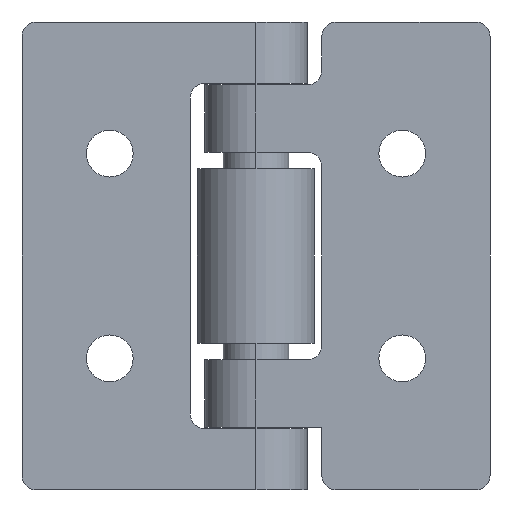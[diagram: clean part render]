
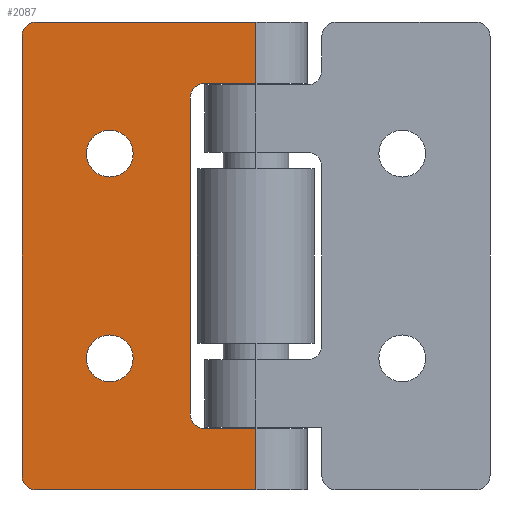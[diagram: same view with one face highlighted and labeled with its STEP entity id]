
A CAD part, front view. The second image highlights one B-rep face of the part: STEP entity #2087.
In plain terms, the highlighted planar face has unit normal (0, -1, 0).
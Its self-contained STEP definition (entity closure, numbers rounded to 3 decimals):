
#18 = LINE ( 'NONE', #19, #2141 ) ;
#19 = CARTESIAN_POINT ( 'NONE',  ( -16., -3.5, 16. ) ) ;
#20 = DIRECTION ( 'NONE',  ( 0., 0., -1. ) ) ;
#59 = CARTESIAN_POINT ( 'NONE',  ( -10., -3.5, 7. ) ) ;
#69 = DIRECTION ( 'NONE',  ( 0., 1., 0. ) ) ;
#70 = DIRECTION ( 'NONE',  ( -1., 0., 0. ) ) ;
#104 = CARTESIAN_POINT ( 'NONE',  ( -10., -3.5, -7. ) ) ;
#105 = DIRECTION ( 'NONE',  ( 0., 1., 0. ) ) ;
#106 = DIRECTION ( 'NONE',  ( -1., 0., 0. ) ) ;
#153 = LINE ( 'NONE', #154, #1256 ) ;
#154 = CARTESIAN_POINT ( 'NONE',  ( 0., -3.5, -11.8 ) ) ;
#155 = DIRECTION ( 'NONE',  ( -1., 0., 0. ) ) ;
#158 = CARTESIAN_POINT ( 'NONE',  ( -3.5, -3.5, -10.8 ) ) ;
#159 = DIRECTION ( 'NONE',  ( 0., 1., 0. ) ) ;
#160 = DIRECTION ( 'NONE',  ( -1., 0., 0. ) ) ;
#165 = LINE ( 'NONE', #166, #1214 ) ;
#166 = CARTESIAN_POINT ( 'NONE',  ( -4.5, -3.5, 16. ) ) ;
#167 = DIRECTION ( 'NONE',  ( 0., 0., 1. ) ) ;
#170 = CARTESIAN_POINT ( 'NONE',  ( -3.5, -3.5, 10.8 ) ) ;
#171 = DIRECTION ( 'NONE',  ( 0., 1., 0. ) ) ;
#172 = DIRECTION ( 'NONE',  ( -1., 0., 0. ) ) ;
#176 = LINE ( 'NONE', #177, #1236 ) ;
#177 = CARTESIAN_POINT ( 'NONE',  ( 0., -3.5, 11.8 ) ) ;
#178 = DIRECTION ( 'NONE',  ( 1., 0., 0. ) ) ;
#279 = CARTESIAN_POINT ( 'NONE',  ( -15., -3.5, 15. ) ) ;
#280 = DIRECTION ( 'NONE',  ( 0., -1., 0. ) ) ;
#281 = DIRECTION ( 'NONE',  ( -1., 0., 0. ) ) ;
#342 = CARTESIAN_POINT ( 'NONE',  ( 0., -3.5, 16. ) ) ;
#346 = CARTESIAN_POINT ( 'NONE',  ( -10., -3.5, -5.4 ) ) ;
#347 = CARTESIAN_POINT ( 'NONE',  ( -10., -3.5, 5.4 ) ) ;
#351 = CARTESIAN_POINT ( 'NONE',  ( 0., -3.5, 11.8 ) ) ;
#360 = CARTESIAN_POINT ( 'NONE',  ( 0., -3.5, -11.8 ) ) ;
#394 = CARTESIAN_POINT ( 'NONE',  ( -4.5, -3.5, -10.8 ) ) ;
#395 = CARTESIAN_POINT ( 'NONE',  ( -3.5, -3.5, -11.8 ) ) ;
#396 = CARTESIAN_POINT ( 'NONE',  ( -3.5, -3.5, 11.8 ) ) ;
#397 = CARTESIAN_POINT ( 'NONE',  ( -4.5, -3.5, 10.8 ) ) ;
#399 = CARTESIAN_POINT ( 'NONE',  ( -16., -3.5, 15. ) ) ;
#400 = CARTESIAN_POINT ( 'NONE',  ( -16., -3.5, -15. ) ) ;
#433 = CARTESIAN_POINT ( 'NONE',  ( -10., -3.5, -8.6 ) ) ;
#435 = CARTESIAN_POINT ( 'NONE',  ( -15., -3.5, 16. ) ) ;
#439 = CARTESIAN_POINT ( 'NONE',  ( -10., -3.5, 8.6 ) ) ;
#440 = CARTESIAN_POINT ( 'NONE',  ( -15., -3.5, -16. ) ) ;
#451 = CARTESIAN_POINT ( 'NONE',  ( 0., -3.5, -16. ) ) ;
#486 = PLANE ( 'NONE',  #1386 ) ;
#487 = CARTESIAN_POINT ( 'NONE',  ( 0., -3.5, 16. ) ) ;
#488 = DIRECTION ( 'NONE',  ( 0., 1., 0. ) ) ;
#489 = DIRECTION ( 'NONE',  ( -1., 0., 0. ) ) ;
#756 = VECTOR ( 'NONE', #1827, 1000. ) ;
#759 = VECTOR ( 'NONE', #2300, 1000. ) ;
#785 = VECTOR ( 'NONE', #2310, 1000. ) ;
#803 = EDGE_LOOP ( 'NONE', ( #1060, #1066, #1062, #1140, #1061, #1101, #1078, #1059, #1086, #1093, #1079, #1065 ) ) ;
#818 = EDGE_CURVE ( 'NONE', #1023, #1075, #2350, .T. ) ;
#823 = EDGE_CURVE ( 'NONE', #1874, #1038, #2113, .T. ) ;
#830 = EDGE_CURVE ( 'NONE', #1650, #1885, #2132, .T. ) ;
#870 = EDGE_CURVE ( 'NONE', #1039, #1883, #2071, .T. ) ;
#890 = EDGE_CURVE ( 'NONE', #1124, #1898, #2347, .T. ) ;
#899 = EDGE_CURVE ( 'NONE', #1876, #1023, #2291, .T. ) ;
#907 = EDGE_CURVE ( 'NONE', #1885, #1898, #1830, .T. ) ;
#913 = EDGE_CURVE ( 'NONE', #1649, #1650, #18, .T. ) ;
#930 = EDGE_CURVE ( 'NONE', #1883, #1039, #2044, .T. ) ;
#942 = EDGE_CURVE ( 'NONE', #1038, #1874, #2041, .T. ) ;
#958 = EDGE_CURVE ( 'NONE', #1124, #1645, #153, .T. ) ;
#960 = EDGE_CURVE ( 'NONE', #1645, #1644, #2029, .T. ) ;
#962 = EDGE_CURVE ( 'NONE', #1644, #1647, #165, .T. ) ;
#964 = EDGE_CURVE ( 'NONE', #1647, #1646, #2027, .T. ) ;
#966 = EDGE_CURVE ( 'NONE', #1646, #1075, #176, .T. ) ;
#999 = EDGE_CURVE ( 'NONE', #1876, #1649, #1971, .T. ) ;
#1023 = VERTEX_POINT ( 'NONE', #342 ) ;
#1038 = VERTEX_POINT ( 'NONE', #346 ) ;
#1039 = VERTEX_POINT ( 'NONE', #347 ) ;
#1059 = ORIENTED_EDGE ( 'NONE', *, *, #960, .T. ) ;
#1060 = ORIENTED_EDGE ( 'NONE', *, *, #899, .F. ) ;
#1061 = ORIENTED_EDGE ( 'NONE', *, *, #907, .T. ) ;
#1062 = ORIENTED_EDGE ( 'NONE', *, *, #913, .T. ) ;
#1065 = ORIENTED_EDGE ( 'NONE', *, *, #818, .F. ) ;
#1066 = ORIENTED_EDGE ( 'NONE', *, *, #999, .T. ) ;
#1067 = ORIENTED_EDGE ( 'NONE', *, *, #942, .T. ) ;
#1075 = VERTEX_POINT ( 'NONE', #351 ) ;
#1078 = ORIENTED_EDGE ( 'NONE', *, *, #958, .T. ) ;
#1079 = ORIENTED_EDGE ( 'NONE', *, *, #966, .T. ) ;
#1082 = ORIENTED_EDGE ( 'NONE', *, *, #823, .T. ) ;
#1083 = ORIENTED_EDGE ( 'NONE', *, *, #870, .T. ) ;
#1086 = ORIENTED_EDGE ( 'NONE', *, *, #962, .T. ) ;
#1093 = ORIENTED_EDGE ( 'NONE', *, *, #964, .T. ) ;
#1101 = ORIENTED_EDGE ( 'NONE', *, *, #890, .F. ) ;
#1122 = ORIENTED_EDGE ( 'NONE', *, *, #930, .T. ) ;
#1124 = VERTEX_POINT ( 'NONE', #360 ) ;
#1140 = ORIENTED_EDGE ( 'NONE', *, *, #830, .T. ) ;
#1169 = EDGE_LOOP ( 'NONE', ( #1122, #1083 ) ) ;
#1174 = EDGE_LOOP ( 'NONE', ( #1067, #1082 ) ) ;
#1209 = AXIS2_PLACEMENT_3D ( 'NONE', #170, #171, #172 ) ;
#1213 = AXIS2_PLACEMENT_3D ( 'NONE', #279, #280, #281 ) ;
#1214 = VECTOR ( 'NONE', #167, 1000. ) ;
#1216 = AXIS2_PLACEMENT_3D ( 'NONE', #104, #105, #106 ) ;
#1236 = VECTOR ( 'NONE', #178, 1000. ) ;
#1256 = VECTOR ( 'NONE', #155, 1000. ) ;
#1273 = AXIS2_PLACEMENT_3D ( 'NONE', #158, #159, #160 ) ;
#1299 = FACE_BOUND ( 'NONE', #1169, .T. ) ;
#1311 = FACE_BOUND ( 'NONE', #1174, .T. ) ;
#1313 = FACE_OUTER_BOUND ( 'NONE', #803, .T. ) ;
#1386 = AXIS2_PLACEMENT_3D ( 'NONE', #487, #488, #489 ) ;
#1446 = AXIS2_PLACEMENT_3D ( 'NONE', #2212, #2253, #2252 ) ;
#1504 = AXIS2_PLACEMENT_3D ( 'NONE', #2378, #2387, #2386 ) ;
#1512 = AXIS2_PLACEMENT_3D ( 'NONE', #2358, #2367, #2366 ) ;
#1515 = VECTOR ( 'NONE', #2342, 1000. ) ;
#1644 = VERTEX_POINT ( 'NONE', #394 ) ;
#1645 = VERTEX_POINT ( 'NONE', #395 ) ;
#1646 = VERTEX_POINT ( 'NONE', #396 ) ;
#1647 = VERTEX_POINT ( 'NONE', #397 ) ;
#1649 = VERTEX_POINT ( 'NONE', #399 ) ;
#1650 = VERTEX_POINT ( 'NONE', #400 ) ;
#1825 = CARTESIAN_POINT ( 'NONE',  ( 0., -3.5, -16. ) ) ;
#1827 = DIRECTION ( 'NONE',  ( 1., 0., 0. ) ) ;
#1830 = LINE ( 'NONE', #1825, #756 ) ;
#1874 = VERTEX_POINT ( 'NONE', #433 ) ;
#1876 = VERTEX_POINT ( 'NONE', #435 ) ;
#1883 = VERTEX_POINT ( 'NONE', #439 ) ;
#1885 = VERTEX_POINT ( 'NONE', #440 ) ;
#1898 = VERTEX_POINT ( 'NONE', #451 ) ;
#1971 = CIRCLE ( 'NONE', #1213, 1. ) ;
#2027 = CIRCLE ( 'NONE', #1209, 1. ) ;
#2029 = CIRCLE ( 'NONE', #1273, 1. ) ;
#2041 = CIRCLE ( 'NONE', #1216, 1.6 ) ;
#2044 = CIRCLE ( 'NONE', #2174, 1.6 ) ;
#2071 = CIRCLE ( 'NONE', #1446, 1.6 ) ;
#2087 = ADVANCED_FACE ( 'NONE', ( #1299, #1311, #1313 ), #486, .F. ) ;
#2113 = CIRCLE ( 'NONE', #1512, 1.6 ) ;
#2132 = CIRCLE ( 'NONE', #1504, 1. ) ;
#2141 = VECTOR ( 'NONE', #20, 1000. ) ;
#2174 = AXIS2_PLACEMENT_3D ( 'NONE', #59, #69, #70 ) ;
#2212 = CARTESIAN_POINT ( 'NONE',  ( -10., -3.5, 7. ) ) ;
#2252 = DIRECTION ( 'NONE',  ( -1., 0., 0. ) ) ;
#2253 = DIRECTION ( 'NONE',  ( 0., 1., 0. ) ) ;
#2291 = LINE ( 'NONE', #2295, #759 ) ;
#2295 = CARTESIAN_POINT ( 'NONE',  ( 0., -3.5, 16. ) ) ;
#2300 = DIRECTION ( 'NONE',  ( 1., 0., 0. ) ) ;
#2310 = DIRECTION ( 'NONE',  ( 0., 0., -1. ) ) ;
#2340 = CARTESIAN_POINT ( 'NONE',  ( 0., -3.5, 16. ) ) ;
#2342 = DIRECTION ( 'NONE',  ( 0., 0., -1. ) ) ;
#2347 = LINE ( 'NONE', #2340, #785 ) ;
#2349 = CARTESIAN_POINT ( 'NONE',  ( 0., -3.5, 16. ) ) ;
#2350 = LINE ( 'NONE', #2349, #1515 ) ;
#2358 = CARTESIAN_POINT ( 'NONE',  ( -10., -3.5, -7. ) ) ;
#2366 = DIRECTION ( 'NONE',  ( -1., 0., 0. ) ) ;
#2367 = DIRECTION ( 'NONE',  ( 0., 1., 0. ) ) ;
#2378 = CARTESIAN_POINT ( 'NONE',  ( -15., -3.5, -15. ) ) ;
#2386 = DIRECTION ( 'NONE',  ( -1., 0., 0. ) ) ;
#2387 = DIRECTION ( 'NONE',  ( 0., -1., 0. ) ) ;
